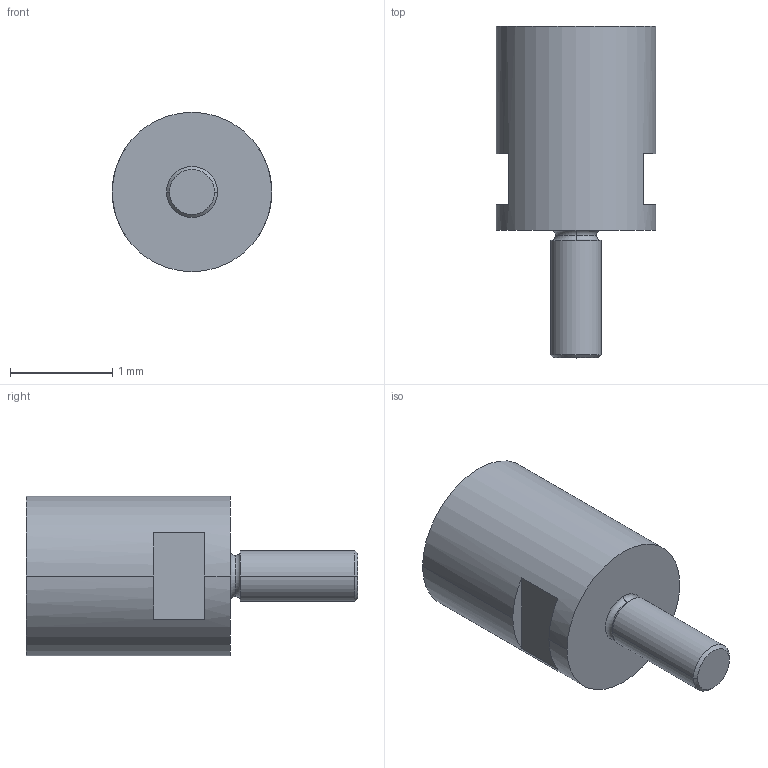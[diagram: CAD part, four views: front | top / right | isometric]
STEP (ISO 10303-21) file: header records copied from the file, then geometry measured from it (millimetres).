
FILE_DESCRIPTION(('produced by SPATIAL CORP'),'2;1');
FILE_NAME( 'RiserCylinder1.hh.sat.stp','2002-04-19T11:16:04+00:00',('SPATIAL CORP'), ('SPATIAL CORP'),'ACIS STEP Husk','http://www.spatial.com', 'SPATIAL CORP');
FILE_SCHEMA(('CONFIG_CONTROL_DESIGN'));
Length unit declared in the file: millimetre
Products named in the file (1): PRODUCT_ID_1
Bounding box: 1.56 x 3.25 x 1.56 mm (x, y, z)
Volume: 3.8 mm3; surface area: 17.3 mm2
Topology: 1 solids, 1 shells, 26 faces, 61 edges, 38 vertices
Faces by surface type: plane 10, cylinder 8, cone 4, torus 4
Entity records: 693 total; most frequent: ORIENTED_EDGE 118, CARTESIAN_POINT 95, DIRECTION 92, EDGE_CURVE 59, VERTEX_POINT 38, AXIS2_PLACEMENT_3D 35, EDGE_LOOP 29, FACE_BOUND 29
